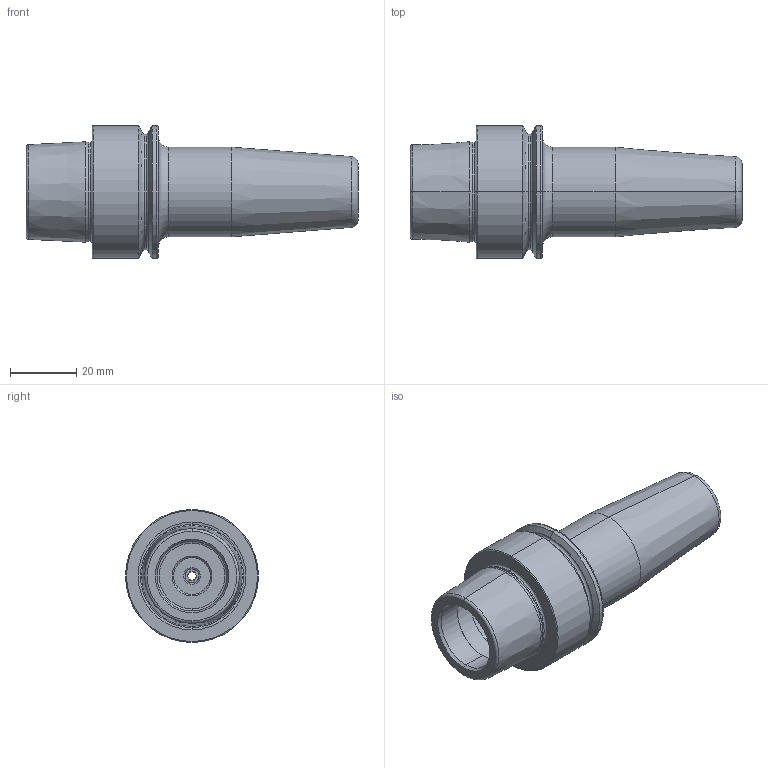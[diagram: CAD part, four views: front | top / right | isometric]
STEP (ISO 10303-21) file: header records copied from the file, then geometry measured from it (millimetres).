
FILE_DESCRIPTION (( 'STEP AP214' ), '1' );
FILE_NAME ('HE4-S06.K01.080.STEP', '2014-10-27T07:14:35', ( 'baer' ), ( 'Hewlett-Packard Company' ), 'SwSTEP 2.0', 'SolidWorks 2012', '' );
FILE_SCHEMA (( 'AUTOMOTIVE_DESIGN' ));
Length unit declared in the file: millimetre
Products named in the file (3): ERU-AN1.K01.014_A; HE4-S06.K01.080_B_Fertigbearbeitung; HE4-S06.K01.080
Assembly tree (2 placements, depth 2):
  HE4-S06.K01.080
    HE4-S06.K01.080_B_Fertigbearbeitung
    ERU-AN1.K01.014_A
Bounding box: 99.9 x 40 x 40 mm (x, y, z)
Volume: 54221.3 mm3; surface area: 15219.7 mm2
Topology: 2 solids, 2 shells, 137 faces, 292 edges, 166 vertices
Faces by surface type: plane 43, cylinder 34, torus 30, cone 30
Entity records: 4227 total; most frequent: DIRECTION 736, CARTESIAN_POINT 600, ORIENTED_EDGE 584, AXIS2_PLACEMENT_3D 302, EDGE_CURVE 292, VERTEX_POINT 166, CIRCLE 160, EDGE_LOOP 148
